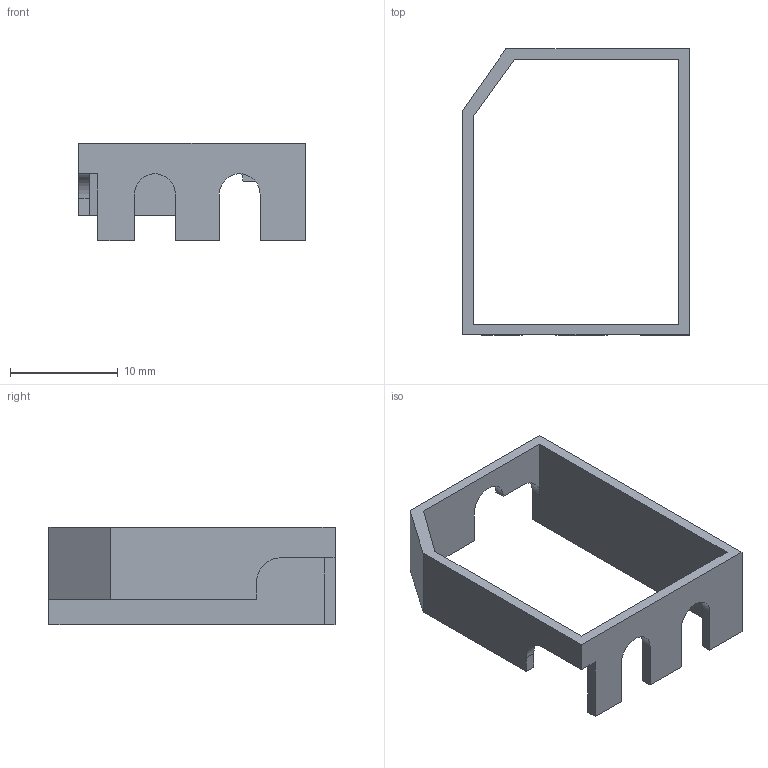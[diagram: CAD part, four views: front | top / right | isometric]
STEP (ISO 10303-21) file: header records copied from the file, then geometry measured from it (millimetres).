
FILE_DESCRIPTION(('produced by SPATIAL CORP'),'2;1');
FILE_NAME( 'frame.hh.sat.stp', '2002-04-22T09:58:15+00:00',('SPATIAL CORP'),('SPATIAL CORP'), 'ACIS STEP Husk','http://www.spatial.com','SPATIAL CORP');
FILE_SCHEMA(('CONFIG_CONTROL_DESIGN'));
Length unit declared in the file: millimetre
Products named in the file (1): PRODUCT_ID_1
Bounding box: 21.06 x 26.57 x 9.06 mm (x, y, z)
Volume: 593.4 mm3; surface area: 1405 mm2
Topology: 1 solids, 1 shells, 32 faces, 93 edges, 62 vertices
Faces by surface type: plane 24, cylinder 8
Entity records: 1097 total; most frequent: ORIENTED_EDGE 186, CARTESIAN_POINT 178, DIRECTION 155, EDGE_CURVE 93, VECTOR 77, LINE 77, VERTEX_POINT 62, AXIS2_PLACEMENT_3D 39
